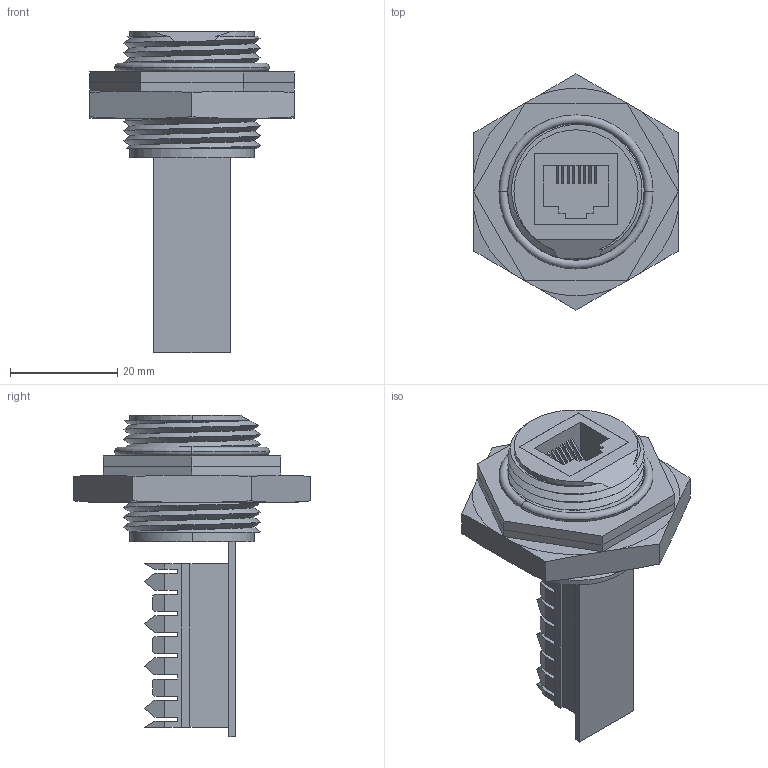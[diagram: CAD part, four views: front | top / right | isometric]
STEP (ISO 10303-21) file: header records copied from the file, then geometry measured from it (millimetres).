
FILE_DESCRIPTION (( 'STEP AP214' ), '1' );
FILE_NAME ('WJR2FB5.STEP', '2011-05-24T15:56:11', ( 'x' ), ( 'Microsoft' ), 'SwSTEP 2.0', 'SolidWorks 2010', '' );
FILE_SCHEMA (( 'AUTOMOTIVE_DESIGN' ));
Length unit declared in the file: inch
Products named in the file (3): WJR2FB5; WJR1FF5-MA1
Assembly tree (2 placements, depth 2):
  WJR2FB5
    WJR1FF5-MA1
    WJR2FB5
Bounding box: 38.11 x 43.99 x 59.94 mm (x, y, z)
Volume: 17142.4 mm3; surface area: 11760.5 mm2
Topology: 4 solids, 4 shells, 255 faces, 667 edges, 432 vertices
Faces by surface type: plane 171, cylinder 43, cone 32, bspline 5, torus 4
Entity records: 11545 total; most frequent: CARTESIAN_POINT 3550, ORIENTED_EDGE 1334, DIRECTION 1190, EDGE_CURVE 667, LINE 502, VECTOR 502, VERTEX_POINT 432, AXIS2_PLACEMENT_3D 344
